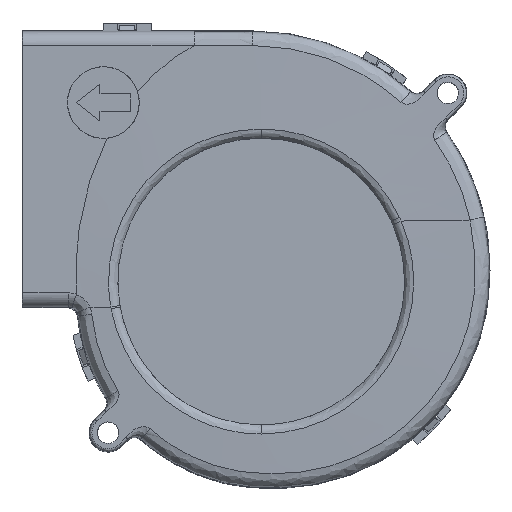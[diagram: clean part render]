
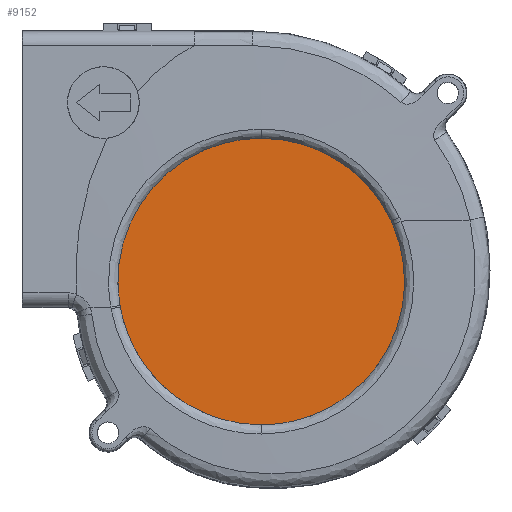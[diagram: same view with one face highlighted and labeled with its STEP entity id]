
A CAD part, top view. The second image highlights one B-rep face of the part: STEP entity #9152.
In plain terms, the highlighted planar face has unit normal (0, 0, 1).
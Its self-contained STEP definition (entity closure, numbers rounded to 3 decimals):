
#2483=DIRECTION('',(0.,-1.,0.));
#2484=VECTOR('',#2483,53.775);
#2485=CARTESIAN_POINT('',(-49.86,50.337,-7.15));
#2486=LINE('',#2485,#2484);
#2874=DIRECTION('',(1.,0.,0.));
#2875=VECTOR('',#2874,9.533);
#2876=CARTESIAN_POINT('',(-49.86,-3.438,
-7.15));
#2877=LINE('',#2876,#2875);
#2882=CARTESIAN_POINT('',(-1.79,50.337,
-7.15));
#2883=CARTESIAN_POINT('',(-0.692,50.337,
-7.15));
#2884=CARTESIAN_POINT('',(1.499,50.261,-7.15));
#2885=CARTESIAN_POINT('',(4.79,49.918,-7.15));
#2886=CARTESIAN_POINT('',(8.036,49.35,-7.15));
#2887=CARTESIAN_POINT('',(11.237,48.557,-7.15));
#2888=CARTESIAN_POINT('',(14.375,47.545,-7.15));
#2889=CARTESIAN_POINT('',(17.436,46.318,-7.15));
#2890=CARTESIAN_POINT('',(20.409,44.879,-7.15));
#2891=CARTESIAN_POINT('',(23.27,43.241,-7.15));
#2892=CARTESIAN_POINT('',(26.012,41.407,-7.15));
#2893=CARTESIAN_POINT('',(28.619,39.389,-7.15));
#2894=CARTESIAN_POINT('',(31.08,37.195,-7.15));
#2895=CARTESIAN_POINT('',(33.388,34.83,-7.15));
#2896=CARTESIAN_POINT('',(35.523,32.316,-7.15));
#2897=CARTESIAN_POINT('',(37.479,29.659,-7.15));
#2898=CARTESIAN_POINT('',(39.24,26.884,-7.15));
#2899=CARTESIAN_POINT('',(40.805,23.99,-7.15));
#2900=CARTESIAN_POINT('',(42.18,20.966,-7.15));
#2901=CARTESIAN_POINT('',(43.349,17.835,-7.15));
#2902=CARTESIAN_POINT('',(44.281,14.688,-7.15));
#2903=CARTESIAN_POINT('',(44.973,11.565,-7.15));
#2904=CARTESIAN_POINT('',(45.446,8.4,-7.15));
#2905=CARTESIAN_POINT('',(45.726,4.909,-7.15));
#2906=CARTESIAN_POINT('',(45.772,1.04,-7.15));
#2907=CARTESIAN_POINT('',(45.581,-2.429,-7.15));
#2908=CARTESIAN_POINT('',(45.207,-5.415,-7.15));
#2909=CARTESIAN_POINT('',(44.645,-8.243,-7.15));
#2910=CARTESIAN_POINT('',(43.853,-11.135,-7.15));
#2911=CARTESIAN_POINT('',(42.828,-14.042,-7.15));
#2912=CARTESIAN_POINT('',(41.597,-16.873,-7.15));
#2913=CARTESIAN_POINT('',(40.189,-19.569,-7.15));
#2914=CARTESIAN_POINT('',(38.599,-22.149,-7.15));
#2915=CARTESIAN_POINT('',(36.823,-24.617,-7.15));
#2916=CARTESIAN_POINT('',(34.872,-26.957,-7.15));
#2917=CARTESIAN_POINT('',(32.755,-29.157,-7.15));
#2918=CARTESIAN_POINT('',(30.491,-31.198,-7.15));
#2919=CARTESIAN_POINT('',(28.09,-33.07,-7.15));
#2920=CARTESIAN_POINT('',(25.57,-34.761,-7.15));
#2921=CARTESIAN_POINT('',(22.937,-36.268,-7.15));
#2922=CARTESIAN_POINT('',(20.174,-37.598,-7.15));
#2923=CARTESIAN_POINT('',(17.3,-38.737,-7.15));
#2924=CARTESIAN_POINT('',(14.399,-39.654,-7.15));
#2925=CARTESIAN_POINT('',(11.551,-40.334,-7.15));
#2926=CARTESIAN_POINT('',(8.675,-40.808,-7.15));
#2927=CARTESIAN_POINT('',(5.381,-41.115,-7.15));
#2928=CARTESIAN_POINT('',(1.706,-41.199,-7.15));
#2929=CARTESIAN_POINT('',(-1.594,-41.06,-7.15));
#2930=CARTESIAN_POINT('',(-4.399,-40.743,-7.15));
#2931=CARTESIAN_POINT('',(-6.997,-40.255,-7.15));
#2932=CARTESIAN_POINT('',(-9.627,-39.558,-7.15));
#2933=CARTESIAN_POINT('',(-12.296,-38.635,-7.15));
#2934=CARTESIAN_POINT('',(-14.882,-37.523,-7.15));
#2935=CARTESIAN_POINT('',(-17.35,-36.24,-7.15));
#2936=CARTESIAN_POINT('',(-19.709,-34.784,-7.15));
#2937=CARTESIAN_POINT('',(-21.965,-33.152,
-7.15));
#2938=CARTESIAN_POINT('',(-24.099,-31.356,
-7.15));
#2939=CARTESIAN_POINT('',(-26.096,-29.408,
-7.15));
#2940=CARTESIAN_POINT('',(-27.939,-27.325,
-7.15));
#2941=CARTESIAN_POINT('',(-29.628,-25.108,
-7.15));
#2942=CARTESIAN_POINT('',(-31.148,-22.777,
-7.15));
#2943=CARTESIAN_POINT('',(-32.495,-20.337,
-7.15));
#2944=CARTESIAN_POINT('',(-33.659,-17.805,
-7.15));
#2945=CARTESIAN_POINT('',(-34.633,-15.197,
-7.15));
#2946=CARTESIAN_POINT('',(-35.414,-12.526,
-7.15));
#2947=CARTESIAN_POINT('',(-35.997,-9.8,
-7.15));
#2948=CARTESIAN_POINT('',(-36.251,-7.962,
-7.15));
#2949=CARTESIAN_POINT('',(-36.345,-7.034,
-7.15));
#2951=CARTESIAN_POINT('',(-36.345,-7.034,
-7.15));
#2952=CARTESIAN_POINT('',(-36.378,-6.703,
-7.15));
#2953=CARTESIAN_POINT('',(-36.524,-6.068,
-7.15));
#2954=CARTESIAN_POINT('',(-36.971,-5.184,
-7.15));
#2955=CARTESIAN_POINT('',(-37.616,-4.44,
-7.15));
#2956=CARTESIAN_POINT('',(-38.421,-3.874,
-7.15));
#2957=CARTESIAN_POINT('',(-39.346,-3.519,
-7.15));
#2958=CARTESIAN_POINT('',(-39.991,-3.438,
-7.15));
#2959=CARTESIAN_POINT('',(-40.328,-3.438,
-7.15));
#2981=DIRECTION('',(-1.,0.,0.));
#2982=VECTOR('',#2981,48.07);
#2983=CARTESIAN_POINT('',(-1.79,50.337,
-7.15));
#2984=LINE('',#2983,#2982);
#4906=CARTESIAN_POINT('',(-49.86,50.337,-7.15));
#4907=VERTEX_POINT('',#4906);
#4908=CARTESIAN_POINT('',(-49.86,-3.438,
-7.15));
#4909=VERTEX_POINT('',#4908);
#5048=CARTESIAN_POINT('',(-1.79,50.337,
-7.15));
#5049=VERTEX_POINT('',#5048);
#5056=VERTEX_POINT('',#2949);
#5057=VERTEX_POINT('',#2959);
#9137=CARTESIAN_POINT('',(0.,0.,-7.15));
#9138=DIRECTION('',(0.,0.,1.));
#9139=DIRECTION('',(1.,0.,0.));
#9140=AXIS2_PLACEMENT_3D('',#9137,#9138,#9139);
#9141=PLANE('',#9140);
#9142=ORIENTED_EDGE('',*,*,#8818,.F.);
#9144=ORIENTED_EDGE('',*,*,#9143,.F.);
#9146=ORIENTED_EDGE('',*,*,#9145,.T.);
#9148=ORIENTED_EDGE('',*,*,#9147,.T.);
#9149=ORIENTED_EDGE('',*,*,#9129,.F.);
#9150=EDGE_LOOP('',(#9142,#9144,#9146,#9148,#9149));
#9151=FACE_OUTER_BOUND('',#9150,.F.);
#9152=ADVANCED_FACE('',(#9151),#9141,.T.);
#2950=B_SPLINE_CURVE_WITH_KNOTS('',3,(#2882,#2883,#2884,#2885,#2886,#2887,#2888,
#2889,#2890,#2891,#2892,#2893,#2894,#2895,#2896,#2897,#2898,#2899,#2900,#2901,
#2902,#2903,#2904,#2905,#2906,#2907,#2908,#2909,#2910,#2911,#2912,#2913,#2914,
#2915,#2916,#2917,#2918,#2919,#2920,#2921,#2922,#2923,#2924,#2925,#2926,#2927,
#2928,#2929,#2930,#2931,#2932,#2933,#2934,#2935,#2936,#2937,#2938,#2939,#2940,
#2941,#2942,#2943,#2944,#2945,#2946,#2947,#2948,#2949),.UNSPECIFIED.,.F.,.F.,(4,
1,1,1,1,1,1,1,1,1,1,1,1,1,1,1,1,1,1,1,1,1,1,1,1,1,1,1,1,1,1,1,1,1,1,1,1,1,1,1,1,
1,1,1,1,1,1,1,1,1,1,1,1,1,1,1,1,1,1,1,1,1,1,1,1,4),(0.,0.015,
0.031,0.046,0.062,0.077,
0.092,0.108,0.123,0.138,
0.154,0.169,0.185,0.2,0.215,
0.231,0.246,0.262,0.277,
0.292,0.308,0.323,0.338,
0.354,0.369,0.385,0.4,0.415,
0.431,0.446,0.462,0.477,
0.492,0.508,0.523,0.538,
0.554,0.569,0.585,0.6,0.615,
0.631,0.646,0.662,0.677,
0.692,0.708,0.723,0.738,
0.754,0.769,0.785,0.8,0.815,
0.831,0.846,0.862,0.877,
0.892,0.908,0.923,0.938,
0.954,0.969,0.985,1.),.UNSPECIFIED.);
#2960=B_SPLINE_CURVE_WITH_KNOTS('',3,(#2951,#2952,#2953,#2954,#2955,#2956,#2957,
#2958,#2959),.UNSPECIFIED.,.F.,.F.,(4,1,1,1,1,1,4),(0.,0.167,
0.333,0.5,0.667,0.833,1.),
.UNSPECIFIED.);
#8818=EDGE_CURVE('',#4907,#4909,#2486,.T.);
#9129=EDGE_CURVE('',#4909,#5057,#2877,.T.);
#9143=EDGE_CURVE('',#5049,#4907,#2984,.T.);
#9145=EDGE_CURVE('',#5049,#5056,#2950,.T.);
#9147=EDGE_CURVE('',#5056,#5057,#2960,.T.);
